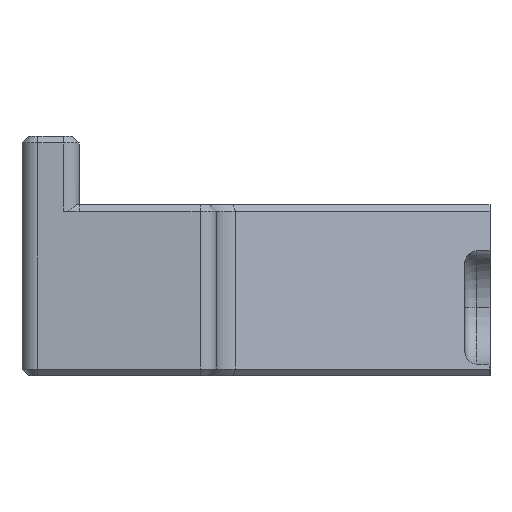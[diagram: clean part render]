
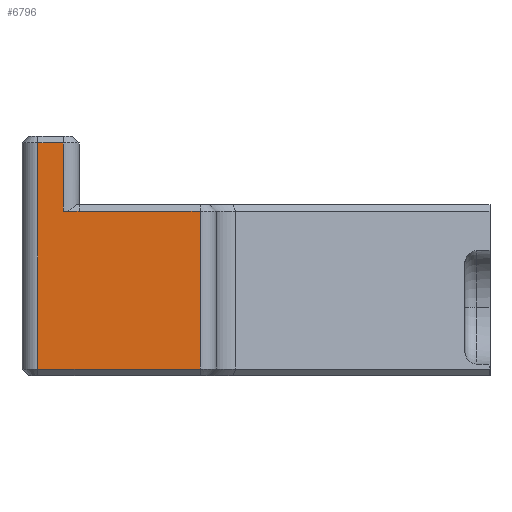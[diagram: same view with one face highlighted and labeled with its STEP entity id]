
A CAD part, left-side view. The second image highlights one B-rep face of the part: STEP entity #6796.
In plain terms, the highlighted planar face has unit normal (-1, 0, 0).
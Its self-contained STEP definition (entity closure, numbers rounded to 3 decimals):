
#533 = PLANE('',#534);
#534 = AXIS2_PLACEMENT_3D('',#535,#536,#537);
#535 = CARTESIAN_POINT('',(-65.7,39.6,0.3));
#536 = DIRECTION('',(0.707,0.,0.707));
#537 = DIRECTION('',(0.,-1.,0.));
#2550 = VERTEX_POINT('',#2551);
#2551 = CARTESIAN_POINT('',(-66.,25.4,0.6));
#2587 = CYLINDRICAL_SURFACE('',#2588,1.4);
#2588 = AXIS2_PLACEMENT_3D('',#2589,#2590,#2591);
#2589 = CARTESIAN_POINT('',(-64.6,25.4,0.));
#2590 = DIRECTION('',(0.,0.,1.));
#2591 = DIRECTION('',(0.,-1.,0.));
#2659 = VERTEX_POINT('',#2660);
#2660 = CARTESIAN_POINT('',(-66.,39.6,0.6));
#2681 = EDGE_CURVE('',#2659,#2550,#2682,.T.);
#2682 = SURFACE_CURVE('',#2683,(#2687,#2694),.PCURVE_S1.);
#2683 = LINE('',#2684,#2685);
#2684 = CARTESIAN_POINT('',(-66.,39.6,0.6));
#2685 = VECTOR('',#2686,1.);
#2686 = DIRECTION('',(-0.,-1.,-0.));
#2687 = PCURVE('',#533,#2688);
#2688 = DEFINITIONAL_REPRESENTATION('',(#2689),#2693);
#2689 = LINE('',#2690,#2691);
#2690 = CARTESIAN_POINT('',(0.,-0.424));
#2691 = VECTOR('',#2692,1.);
#2692 = DIRECTION('',(1.,0.));
#2693 = ( GEOMETRIC_REPRESENTATION_CONTEXT(2) 
PARAMETRIC_REPRESENTATION_CONTEXT() REPRESENTATION_CONTEXT('2D SPACE',''
  ) );
#2694 = PCURVE('',#2695,#2700);
#2695 = PLANE('',#2696);
#2696 = AXIS2_PLACEMENT_3D('',#2697,#2698,#2699);
#2697 = CARTESIAN_POINT('',(-66.,24.,0.));
#2698 = DIRECTION('',(-1.,0.,0.));
#2699 = DIRECTION('',(0.,1.,0.));
#2700 = DEFINITIONAL_REPRESENTATION('',(#2701),#2705);
#2701 = LINE('',#2702,#2703);
#2702 = CARTESIAN_POINT('',(15.6,-0.6));
#2703 = VECTOR('',#2704,1.);
#2704 = DIRECTION('',(-1.,0.));
#2705 = ( GEOMETRIC_REPRESENTATION_CONTEXT(2) 
PARAMETRIC_REPRESENTATION_CONTEXT() REPRESENTATION_CONTEXT('2D SPACE',''
  ) );
#2805 = CYLINDRICAL_SURFACE('',#2806,1.4);
#2806 = AXIS2_PLACEMENT_3D('',#2807,#2808,#2809);
#2807 = CARTESIAN_POINT('',(-64.6,39.6,0.));
#2808 = DIRECTION('',(0.,0.,1.));
#2809 = DIRECTION('',(-1.,0.,0.));
#5197 = CYLINDRICAL_SURFACE('',#5198,1.4);
#5198 = AXIS2_PLACEMENT_3D('',#5199,#5200,#5201);
#5199 = CARTESIAN_POINT('',(-64.6,37.4,21.));
#5200 = DIRECTION('',(-0.,-0.,-1.));
#5201 = DIRECTION('',(-1.,0.,0.));
#5225 = PLANE('',#5226);
#5226 = AXIS2_PLACEMENT_3D('',#5227,#5228,#5229);
#5227 = CARTESIAN_POINT('',(-65.7,37.4,14.7));
#5228 = DIRECTION('',(-0.707,0.,0.707));
#5229 = DIRECTION('',(0.,-1.,0.));
#5253 = PLANE('',#5254);
#5254 = AXIS2_PLACEMENT_3D('',#5255,#5256,#5257);
#5255 = CARTESIAN_POINT('',(-65.7,36.,14.7));
#5256 = DIRECTION('',(-0.707,0.,0.707));
#5257 = DIRECTION('',(0.,-1.,0.));
#6617 = EDGE_CURVE('',#2550,#6618,#6620,.T.);
#6618 = VERTEX_POINT('',#6619);
#6619 = CARTESIAN_POINT('',(-66.,25.4,14.4));
#6620 = SURFACE_CURVE('',#6621,(#6625,#6632),.PCURVE_S1.);
#6621 = LINE('',#6622,#6623);
#6622 = CARTESIAN_POINT('',(-66.,25.4,0.));
#6623 = VECTOR('',#6624,1.);
#6624 = DIRECTION('',(0.,0.,1.));
#6625 = PCURVE('',#2587,#6626);
#6626 = DEFINITIONAL_REPRESENTATION('',(#6627),#6631);
#6627 = LINE('',#6628,#6629);
#6628 = CARTESIAN_POINT('',(-1.571,0.));
#6629 = VECTOR('',#6630,1.);
#6630 = DIRECTION('',(-0.,1.));
#6631 = ( GEOMETRIC_REPRESENTATION_CONTEXT(2) 
PARAMETRIC_REPRESENTATION_CONTEXT() REPRESENTATION_CONTEXT('2D SPACE',''
  ) );
#6632 = PCURVE('',#2695,#6633);
#6633 = DEFINITIONAL_REPRESENTATION('',(#6634),#6638);
#6634 = LINE('',#6635,#6636);
#6635 = CARTESIAN_POINT('',(1.4,0.));
#6636 = VECTOR('',#6637,1.);
#6637 = DIRECTION('',(0.,-1.));
#6638 = ( GEOMETRIC_REPRESENTATION_CONTEXT(2) 
PARAMETRIC_REPRESENTATION_CONTEXT() REPRESENTATION_CONTEXT('2D SPACE',''
  ) );
#6796 = ADVANCED_FACE('',(#6797),#2695,.T.);
#6797 = FACE_BOUND('',#6798,.T.);
#6798 = EDGE_LOOP('',(#6799,#6800,#6823,#6846,#6869,#6892,#6920,#6941));
#6799 = ORIENTED_EDGE('',*,*,#6617,.T.);
#6800 = ORIENTED_EDGE('',*,*,#6801,.F.);
#6801 = EDGE_CURVE('',#6802,#6618,#6804,.T.);
#6802 = VERTEX_POINT('',#6803);
#6803 = CARTESIAN_POINT('',(-66.,36.,14.4));
#6804 = SURFACE_CURVE('',#6805,(#6809,#6816),.PCURVE_S1.);
#6805 = LINE('',#6806,#6807);
#6806 = CARTESIAN_POINT('',(-66.,36.,14.4));
#6807 = VECTOR('',#6808,1.);
#6808 = DIRECTION('',(-0.,-1.,-0.));
#6809 = PCURVE('',#2695,#6810);
#6810 = DEFINITIONAL_REPRESENTATION('',(#6811),#6815);
#6811 = LINE('',#6812,#6813);
#6812 = CARTESIAN_POINT('',(12.,-14.4));
#6813 = VECTOR('',#6814,1.);
#6814 = DIRECTION('',(-1.,0.));
#6815 = ( GEOMETRIC_REPRESENTATION_CONTEXT(2) 
PARAMETRIC_REPRESENTATION_CONTEXT() REPRESENTATION_CONTEXT('2D SPACE',''
  ) );
#6816 = PCURVE('',#5253,#6817);
#6817 = DEFINITIONAL_REPRESENTATION('',(#6818),#6822);
#6818 = LINE('',#6819,#6820);
#6819 = CARTESIAN_POINT('',(0.,-0.424));
#6820 = VECTOR('',#6821,1.);
#6821 = DIRECTION('',(1.,0.));
#6822 = ( GEOMETRIC_REPRESENTATION_CONTEXT(2) 
PARAMETRIC_REPRESENTATION_CONTEXT() REPRESENTATION_CONTEXT('2D SPACE',''
  ) );
#6823 = ORIENTED_EDGE('',*,*,#6824,.F.);
#6824 = EDGE_CURVE('',#6825,#6802,#6827,.T.);
#6825 = VERTEX_POINT('',#6826);
#6826 = CARTESIAN_POINT('',(-66.,37.4,14.4));
#6827 = SURFACE_CURVE('',#6828,(#6832,#6839),.PCURVE_S1.);
#6828 = LINE('',#6829,#6830);
#6829 = CARTESIAN_POINT('',(-66.,37.4,14.4));
#6830 = VECTOR('',#6831,1.);
#6831 = DIRECTION('',(-0.,-1.,-0.));
#6832 = PCURVE('',#2695,#6833);
#6833 = DEFINITIONAL_REPRESENTATION('',(#6834),#6838);
#6834 = LINE('',#6835,#6836);
#6835 = CARTESIAN_POINT('',(13.4,-14.4));
#6836 = VECTOR('',#6837,1.);
#6837 = DIRECTION('',(-1.,0.));
#6838 = ( GEOMETRIC_REPRESENTATION_CONTEXT(2) 
PARAMETRIC_REPRESENTATION_CONTEXT() REPRESENTATION_CONTEXT('2D SPACE',''
  ) );
#6839 = PCURVE('',#5225,#6840);
#6840 = DEFINITIONAL_REPRESENTATION('',(#6841),#6845);
#6841 = LINE('',#6842,#6843);
#6842 = CARTESIAN_POINT('',(0.,-0.424));
#6843 = VECTOR('',#6844,1.);
#6844 = DIRECTION('',(1.,0.));
#6845 = ( GEOMETRIC_REPRESENTATION_CONTEXT(2) 
PARAMETRIC_REPRESENTATION_CONTEXT() REPRESENTATION_CONTEXT('2D SPACE',''
  ) );
#6846 = ORIENTED_EDGE('',*,*,#6847,.F.);
#6847 = EDGE_CURVE('',#6848,#6825,#6850,.T.);
#6848 = VERTEX_POINT('',#6849);
#6849 = CARTESIAN_POINT('',(-66.,37.4,15.));
#6850 = SURFACE_CURVE('',#6851,(#6855,#6862),.PCURVE_S1.);
#6851 = LINE('',#6852,#6853);
#6852 = CARTESIAN_POINT('',(-66.,37.4,21.));
#6853 = VECTOR('',#6854,1.);
#6854 = DIRECTION('',(-0.,-0.,-1.));
#6855 = PCURVE('',#2695,#6856);
#6856 = DEFINITIONAL_REPRESENTATION('',(#6857),#6861);
#6857 = LINE('',#6858,#6859);
#6858 = CARTESIAN_POINT('',(13.4,-21.));
#6859 = VECTOR('',#6860,1.);
#6860 = DIRECTION('',(0.,1.));
#6861 = ( GEOMETRIC_REPRESENTATION_CONTEXT(2) 
PARAMETRIC_REPRESENTATION_CONTEXT() REPRESENTATION_CONTEXT('2D SPACE',''
  ) );
#6862 = PCURVE('',#5197,#6863);
#6863 = DEFINITIONAL_REPRESENTATION('',(#6864),#6868);
#6864 = LINE('',#6865,#6866);
#6865 = CARTESIAN_POINT('',(-0.,0.));
#6866 = VECTOR('',#6867,1.);
#6867 = DIRECTION('',(-0.,1.));
#6868 = ( GEOMETRIC_REPRESENTATION_CONTEXT(2) 
PARAMETRIC_REPRESENTATION_CONTEXT() REPRESENTATION_CONTEXT('2D SPACE',''
  ) );
#6869 = ORIENTED_EDGE('',*,*,#6870,.F.);
#6870 = EDGE_CURVE('',#6871,#6848,#6873,.T.);
#6871 = VERTEX_POINT('',#6872);
#6872 = CARTESIAN_POINT('',(-66.,37.4,20.4));
#6873 = SURFACE_CURVE('',#6874,(#6878,#6885),.PCURVE_S1.);
#6874 = LINE('',#6875,#6876);
#6875 = CARTESIAN_POINT('',(-66.,37.4,21.));
#6876 = VECTOR('',#6877,1.);
#6877 = DIRECTION('',(-0.,-0.,-1.));
#6878 = PCURVE('',#2695,#6879);
#6879 = DEFINITIONAL_REPRESENTATION('',(#6880),#6884);
#6880 = LINE('',#6881,#6882);
#6881 = CARTESIAN_POINT('',(13.4,-21.));
#6882 = VECTOR('',#6883,1.);
#6883 = DIRECTION('',(0.,1.));
#6884 = ( GEOMETRIC_REPRESENTATION_CONTEXT(2) 
PARAMETRIC_REPRESENTATION_CONTEXT() REPRESENTATION_CONTEXT('2D SPACE',''
  ) );
#6885 = PCURVE('',#5197,#6886);
#6886 = DEFINITIONAL_REPRESENTATION('',(#6887),#6891);
#6887 = LINE('',#6888,#6889);
#6888 = CARTESIAN_POINT('',(-0.,0.));
#6889 = VECTOR('',#6890,1.);
#6890 = DIRECTION('',(-0.,1.));
#6891 = ( GEOMETRIC_REPRESENTATION_CONTEXT(2) 
PARAMETRIC_REPRESENTATION_CONTEXT() REPRESENTATION_CONTEXT('2D SPACE',''
  ) );
#6892 = ORIENTED_EDGE('',*,*,#6893,.T.);
#6893 = EDGE_CURVE('',#6871,#6894,#6896,.T.);
#6894 = VERTEX_POINT('',#6895);
#6895 = CARTESIAN_POINT('',(-66.,39.6,20.4));
#6896 = SURFACE_CURVE('',#6897,(#6901,#6908),.PCURVE_S1.);
#6897 = LINE('',#6898,#6899);
#6898 = CARTESIAN_POINT('',(-66.,37.4,20.4));
#6899 = VECTOR('',#6900,1.);
#6900 = DIRECTION('',(0.,1.,0.));
#6901 = PCURVE('',#2695,#6902);
#6902 = DEFINITIONAL_REPRESENTATION('',(#6903),#6907);
#6903 = LINE('',#6904,#6905);
#6904 = CARTESIAN_POINT('',(13.4,-20.4));
#6905 = VECTOR('',#6906,1.);
#6906 = DIRECTION('',(1.,0.));
#6907 = ( GEOMETRIC_REPRESENTATION_CONTEXT(2) 
PARAMETRIC_REPRESENTATION_CONTEXT() REPRESENTATION_CONTEXT('2D SPACE',''
  ) );
#6908 = PCURVE('',#6909,#6914);
#6909 = PLANE('',#6910);
#6910 = AXIS2_PLACEMENT_3D('',#6911,#6912,#6913);
#6911 = CARTESIAN_POINT('',(-65.7,37.4,20.7));
#6912 = DIRECTION('',(-0.707,0.,0.707));
#6913 = DIRECTION('',(0.,1.,0.));
#6914 = DEFINITIONAL_REPRESENTATION('',(#6915),#6919);
#6915 = LINE('',#6916,#6917);
#6916 = CARTESIAN_POINT('',(0.,0.424));
#6917 = VECTOR('',#6918,1.);
#6918 = DIRECTION('',(1.,0.));
#6919 = ( GEOMETRIC_REPRESENTATION_CONTEXT(2) 
PARAMETRIC_REPRESENTATION_CONTEXT() REPRESENTATION_CONTEXT('2D SPACE',''
  ) );
#6920 = ORIENTED_EDGE('',*,*,#6921,.F.);
#6921 = EDGE_CURVE('',#2659,#6894,#6922,.T.);
#6922 = SURFACE_CURVE('',#6923,(#6927,#6934),.PCURVE_S1.);
#6923 = LINE('',#6924,#6925);
#6924 = CARTESIAN_POINT('',(-66.,39.6,0.));
#6925 = VECTOR('',#6926,1.);
#6926 = DIRECTION('',(0.,0.,1.));
#6927 = PCURVE('',#2695,#6928);
#6928 = DEFINITIONAL_REPRESENTATION('',(#6929),#6933);
#6929 = LINE('',#6930,#6931);
#6930 = CARTESIAN_POINT('',(15.6,0.));
#6931 = VECTOR('',#6932,1.);
#6932 = DIRECTION('',(0.,-1.));
#6933 = ( GEOMETRIC_REPRESENTATION_CONTEXT(2) 
PARAMETRIC_REPRESENTATION_CONTEXT() REPRESENTATION_CONTEXT('2D SPACE',''
  ) );
#6934 = PCURVE('',#2805,#6935);
#6935 = DEFINITIONAL_REPRESENTATION('',(#6936),#6940);
#6936 = LINE('',#6937,#6938);
#6937 = CARTESIAN_POINT('',(-0.,0.));
#6938 = VECTOR('',#6939,1.);
#6939 = DIRECTION('',(-0.,1.));
#6940 = ( GEOMETRIC_REPRESENTATION_CONTEXT(2) 
PARAMETRIC_REPRESENTATION_CONTEXT() REPRESENTATION_CONTEXT('2D SPACE',''
  ) );
#6941 = ORIENTED_EDGE('',*,*,#2681,.T.);
